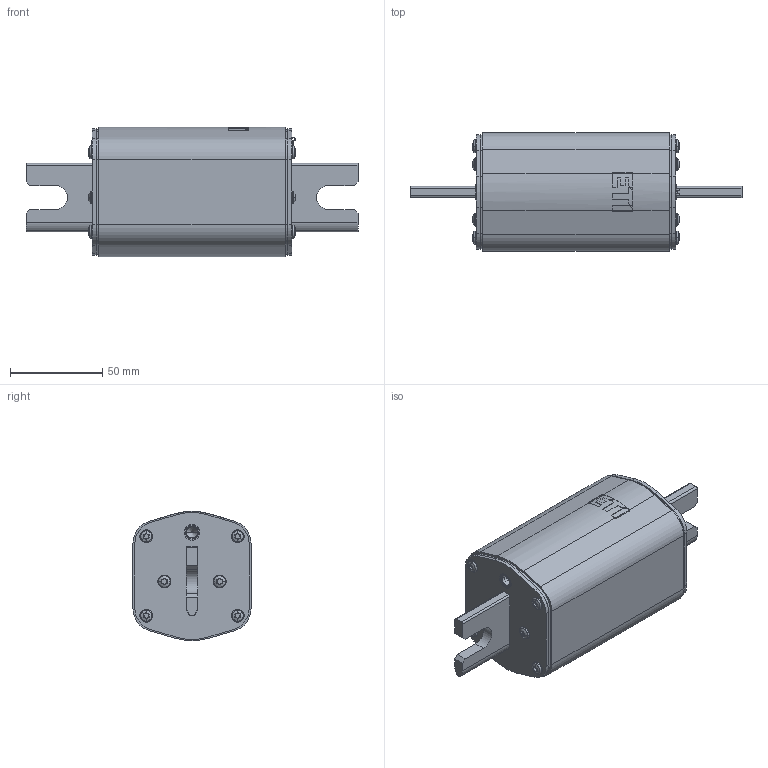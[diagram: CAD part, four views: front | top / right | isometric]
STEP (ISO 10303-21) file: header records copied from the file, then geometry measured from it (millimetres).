
FILE_DESCRIPTION((''),'2;1');
FILE_NAME('004110800_NHU3L_150_GPV_ASM-2_ASM','2025-03-19T13:46:24',('klemen.sitar'),('Audax d.o.o.'),'CREO PARAMETRIC BY PTC INC, 2021304','CREO PARAMETRIC BY PTC INC, 2021304','');
FILE_SCHEMA(('AP242_MANAGED_MODEL_BASED_3D_ENGINEERING_MIM_LF { 1 0 10303 442 1 1 4 }'));
Length unit declared in the file: millimetre
Products named in the file (12): 0000075813_2; 0000019100_4; 0000020380_1; 0000019000_AF0_1; 0000020162_AF0_4; 0000034906_ASM_3_ASM; 0000016201_2; 0000033047_1; 0000033044_1; 0000043213_3; 0000066274_2; 004110800_NHU3L_150_GPV_ASM-2_ASM
Assembly tree (24 placements, depth 3):
  004110800_NHU3L_150_GPV_ASM-2_ASM
    0000075813_2
    0000019100_4  x2
    0000020380_1  x2
    0000034906_ASM_3_ASM  x2
      0000019000_AF0_1
      0000020162_AF0_4
    0000016201_2
    0000033047_1
    0000033044_1
    0000043213_3  x8
    0000066274_2  x4
Bounding box: 180 x 64 x 70 mm (x, y, z)
Volume: 247278.8 mm3; surface area: 96722.1 mm2
Topology: 24 solids, 40 shells, 1329 faces, 3662 edges, 2371 vertices
Faces by surface type: cylinder 658, plane 383, bspline 124, cone 68, torus 52, sphere 28, extrusion 16
Entity records: 26037 total; most frequent: CARTESIAN_POINT 8138, DIRECTION 2729, ORIENTED_EDGE 2616, PRESENTATION_STYLE_ASSIGNMENT 1364, STYLED_ITEM 1359, CURVE_STYLE 1338, EDGE_CURVE 1338, AXIS2_PLACEMENT_3D 1054
